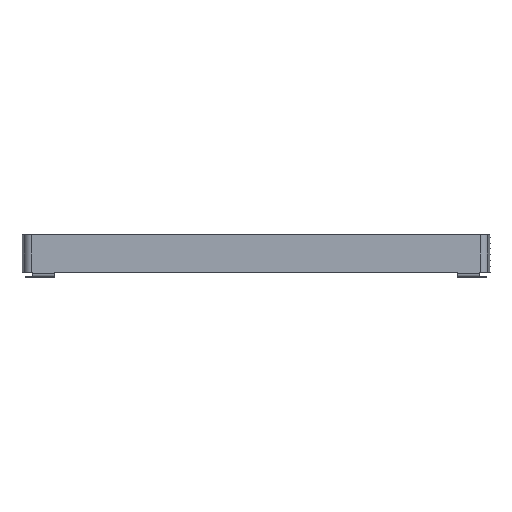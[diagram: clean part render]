
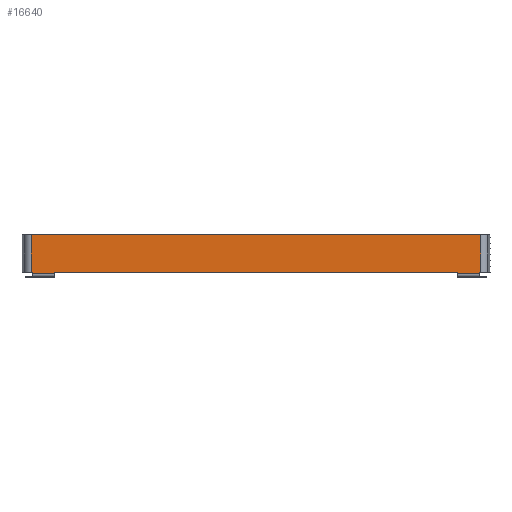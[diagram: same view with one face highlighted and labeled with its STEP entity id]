
A CAD part, front view. The second image highlights one B-rep face of the part: STEP entity #16640.
In plain terms, the highlighted planar face has unit normal (0, -1, 0).
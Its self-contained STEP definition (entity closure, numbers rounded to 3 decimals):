
#2540=CARTESIAN_POINT('',(135.793,13.563,
-0.4));
#2550=VERTEX_POINT('',#2540);
#2580=CARTESIAN_POINT('',(135.793,13.563,0.));
#2590=DIRECTION('',(0.,0.,-1.));
#2600=VECTOR('',#2590,1.);
#2610=LINE('',#2580,#2600);
#2620=CARTESIAN_POINT('',(135.793,13.563,0.));
#2630=VERTEX_POINT('',#2620);
#2640=EDGE_CURVE('',#2630,#2550,#2610,.T.);
#3240=CARTESIAN_POINT('',(-0.503,13.563,0.));
#3250=DIRECTION('',(1.,0.,0.));
#3260=VECTOR('',#3250,1.);
#3270=LINE('',#3240,#3260);
#3280=CARTESIAN_POINT('',(136.093,13.563,0.));
#3290=VERTEX_POINT('',#3280);
#3300=EDGE_CURVE('',#2630,#3290,#3270,.T.);
#5060=CARTESIAN_POINT('',(136.093,13.563,9.));
#5070=VERTEX_POINT('',#5060);
#5170=CARTESIAN_POINT('',(136.093,13.563,0.));
#5180=DIRECTION('',(0.,0.,-1.));
#5190=VECTOR('',#5180,1.);
#5200=LINE('',#5170,#5190);
#5210=EDGE_CURVE('',#5070,#3290,#5200,.T.);
#5920=CARTESIAN_POINT('',(130.493,13.563,0.));
#5930=VERTEX_POINT('',#5920);
#5960=CARTESIAN_POINT('',(130.493,13.563,-1.2));
#5970=DIRECTION('',(0.,0.,1.));
#5980=VECTOR('',#5970,1.);
#5990=LINE('',#5960,#5980);
#6000=CARTESIAN_POINT('',(130.493,13.563,
-0.4));
#6010=VERTEX_POINT('',#6000);
#6020=EDGE_CURVE('',#6010,#5930,#5990,.T.);
#11550=CARTESIAN_POINT('',(28.293,13.563,0.));
#11560=VERTEX_POINT('',#11550);
#11740=CARTESIAN_POINT('',(28.293,13.563,9.));
#11750=VERTEX_POINT('',#11740);
#11780=CARTESIAN_POINT('',(28.293,13.563,0.));
#11790=DIRECTION('',(0.,0.,-1.));
#11800=VECTOR('',#11790,1.);
#11810=LINE('',#11780,#11800);
#11820=EDGE_CURVE('',#11750,#11560,#11810,.T.);
#14860=CARTESIAN_POINT('',(0.804,13.563,0.));
#14870=DIRECTION('',(-1.,0.,0.));
#14880=VECTOR('',#14870,1.);
#14890=LINE('',#14860,#14880);
#14900=CARTESIAN_POINT('',(28.593,13.563,0.));
#14910=VERTEX_POINT('',#14900);
#14920=EDGE_CURVE('',#14910,#11560,#14890,.T.);
#15510=CARTESIAN_POINT('',(33.893,13.563,
-0.4));
#15520=VERTEX_POINT('',#15510);
#15550=CARTESIAN_POINT('',(33.893,13.563,-1.2));
#15560=DIRECTION('',(0.,0.,1.));
#15570=VECTOR('',#15560,1.);
#15580=LINE('',#15550,#15570);
#15590=CARTESIAN_POINT('',(33.893,13.563,0.));
#15600=VERTEX_POINT('',#15590);
#15610=EDGE_CURVE('',#15520,#15600,#15580,.T.);
#16120=CARTESIAN_POINT('',(137.732,13.563,0.));
#16130=DIRECTION('',(-1.,0.,0.));
#16140=VECTOR('',#16130,1.);
#16150=LINE('',#16120,#16140);
#16160=EDGE_CURVE('',#5930,#15600,#16150,.T.);
#16230=CARTESIAN_POINT('',(136.732,13.563,0.));
#16240=DIRECTION('',(-0.,-1.,-0.));
#16250=DIRECTION('',(-1.,0.,0.));
#16260=AXIS2_PLACEMENT_3D('',#16230,#16240,#16250);
#16270=PLANE('',#16260);
#16280=ORIENTED_EDGE('',*,*,#6020,.F.);
#16290=ORIENTED_EDGE('',*,*,#16160,.F.);
#16300=ORIENTED_EDGE('',*,*,#15610,.T.);
#16310=CARTESIAN_POINT('',(0.,13.563,-0.4));
#16320=DIRECTION('',(1.,0.,0.));
#16330=VECTOR('',#16320,1.);
#16340=LINE('',#16310,#16330);
#16350=CARTESIAN_POINT('',(28.593,13.563,
-0.4));
#16360=VERTEX_POINT('',#16350);
#16370=EDGE_CURVE('',#16360,#15520,#16340,.T.);
#16380=ORIENTED_EDGE('',*,*,#16370,.T.);
#16390=CARTESIAN_POINT('',(28.593,13.563,0.));
#16400=DIRECTION('',(0.,0.,-1.));
#16410=VECTOR('',#16400,1.);
#16420=LINE('',#16390,#16410);
#16430=EDGE_CURVE('',#14910,#16360,#16420,.T.);
#16440=ORIENTED_EDGE('',*,*,#16430,.T.);
#16450=ORIENTED_EDGE('',*,*,#14920,.F.);
#16460=ORIENTED_EDGE('',*,*,#11820,.T.);
#16470=CARTESIAN_POINT('',(0.301,13.563,9.));
#16480=DIRECTION('',(-1.,0.,0.));
#16490=VECTOR('',#16480,1.);
#16500=LINE('',#16470,#16490);
#16510=EDGE_CURVE('',#5070,#11750,#16500,.T.);
#16520=ORIENTED_EDGE('',*,*,#16510,.T.);
#16530=ORIENTED_EDGE('',*,*,#5210,.F.);
#16540=ORIENTED_EDGE('',*,*,#3300,.T.);
#16550=ORIENTED_EDGE('',*,*,#2640,.F.);
#16560=CARTESIAN_POINT('',(0.,13.563,-0.4));
#16570=DIRECTION('',(-1.,0.,0.));
#16580=VECTOR('',#16570,1.);
#16590=LINE('',#16560,#16580);
#16600=EDGE_CURVE('',#2550,#6010,#16590,.T.);
#16610=ORIENTED_EDGE('',*,*,#16600,.F.);
#16620=EDGE_LOOP('',(#16610,#16550,#16540,#16530,#16520,#16460,#16450,
#16440,#16380,#16300,#16290,#16280));
#16630=FACE_OUTER_BOUND('',#16620,.T.);
#16640=ADVANCED_FACE('',(#16630),#16270,.T.);
